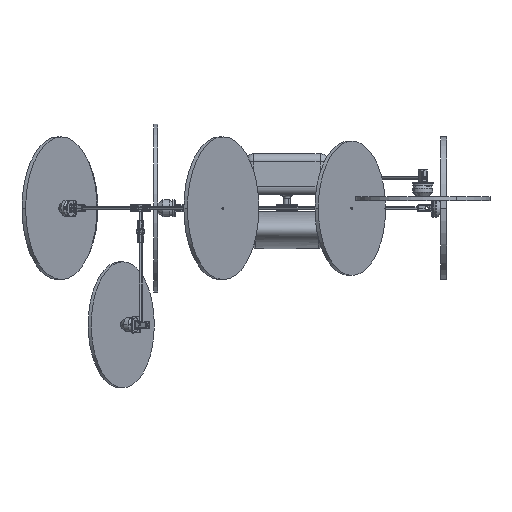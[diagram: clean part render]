
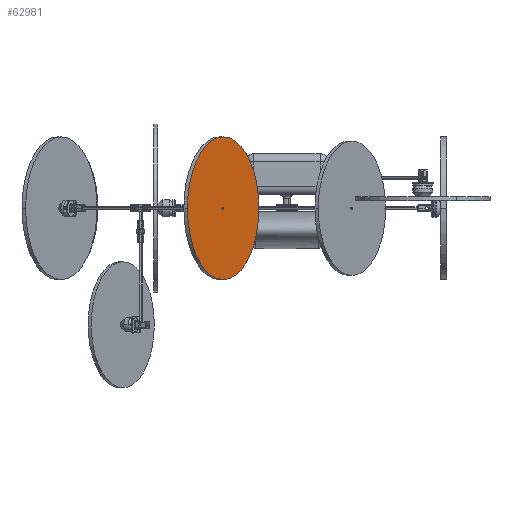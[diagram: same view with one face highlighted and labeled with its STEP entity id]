
A CAD part, front view. The second image highlights one B-rep face of the part: STEP entity #62981.
In plain terms, the highlighted face is planar.
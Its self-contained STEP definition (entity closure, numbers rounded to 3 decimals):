
#62892=CARTESIAN_POINT('',(0.,0.,0.));
#62893=DIRECTION('',(0.,0.,1.));
#62894=DIRECTION('',(1.,0.,0.));
#62895=AXIS2_PLACEMENT_3D('',#62892,#62893,#62894);
#62897=CARTESIAN_POINT('',(0.,0.,0.));
#62898=DIRECTION('',(0.,0.,1.));
#62899=DIRECTION('',(-1.,0.,0.));
#62900=AXIS2_PLACEMENT_3D('',#62897,#62898,#62899);
#62902=CARTESIAN_POINT('',(0.,0.,0.));
#62903=DIRECTION('',(0.,0.,-1.));
#62904=DIRECTION('',(1.,0.,0.));
#62905=AXIS2_PLACEMENT_3D('',#62902,#62903,#62904);
#62907=CARTESIAN_POINT('',(0.,0.,0.));
#62908=DIRECTION('',(0.,0.,-1.));
#62909=DIRECTION('',(-1.,0.,0.));
#62910=AXIS2_PLACEMENT_3D('',#62907,#62908,#62909);
#62948=CARTESIAN_POINT('',(215.9,0.,0.));
#62949=CARTESIAN_POINT('',(-215.9,0.,0.));
#62950=VERTEX_POINT('',#62948);
#62951=VERTEX_POINT('',#62949);
#62956=CARTESIAN_POINT('',(3.175,0.,0.));
#62957=CARTESIAN_POINT('',(-3.175,0.,0.));
#62958=VERTEX_POINT('',#62956);
#62959=VERTEX_POINT('',#62957);
#62964=CARTESIAN_POINT('',(0.,0.,0.));
#62965=DIRECTION('',(0.,0.,1.));
#62966=DIRECTION('',(1.,0.,0.));
#62967=AXIS2_PLACEMENT_3D('',#62964,#62965,#62966);
#62968=PLANE('',#62967);
#62970=ORIENTED_EDGE('',*,*,#62969,.T.);
#62972=ORIENTED_EDGE('',*,*,#62971,.T.);
#62973=EDGE_LOOP('',(#62970,#62972));
#62974=FACE_OUTER_BOUND('',#62973,.F.);
#62976=ORIENTED_EDGE('',*,*,#62975,.T.);
#62978=ORIENTED_EDGE('',*,*,#62977,.T.);
#62979=EDGE_LOOP('',(#62976,#62978));
#62980=FACE_BOUND('',#62979,.F.);
#62981=ADVANCED_FACE('',(#62974,#62980),#62968,.F.);
#62896=CIRCLE('',#62895,215.9);
#62901=CIRCLE('',#62900,215.9);
#62906=CIRCLE('',#62905,3.175);
#62911=CIRCLE('',#62910,3.175);
#62969=EDGE_CURVE('',#62950,#62951,#62896,.T.);
#62971=EDGE_CURVE('',#62951,#62950,#62901,.T.);
#62975=EDGE_CURVE('',#62958,#62959,#62906,.T.);
#62977=EDGE_CURVE('',#62959,#62958,#62911,.T.);
